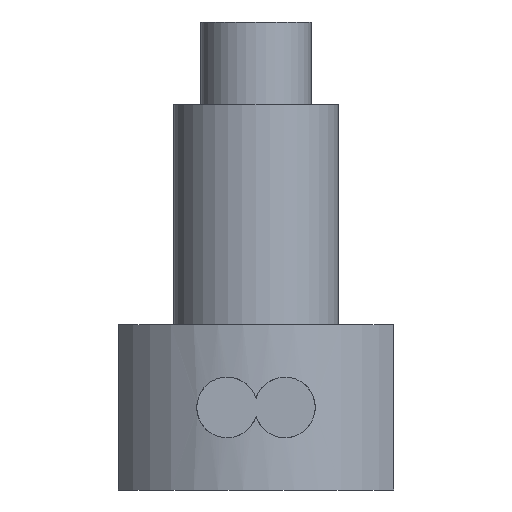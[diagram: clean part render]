
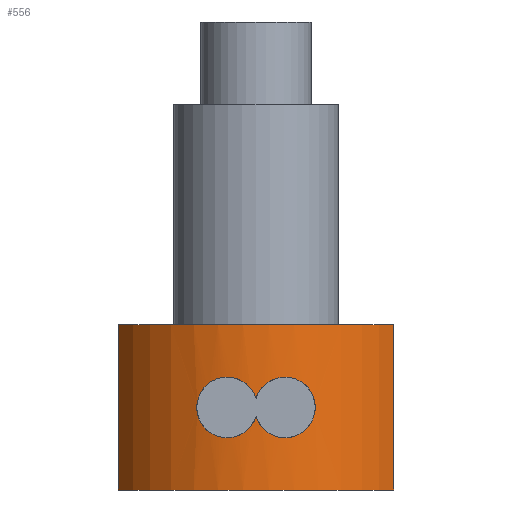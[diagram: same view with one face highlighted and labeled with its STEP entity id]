
A CAD part, front view. The second image highlights one B-rep face of the part: STEP entity #556.
In plain terms, the highlighted cylindrical face has radius 5.75 mm (diameter 11.5 mm), a partial arc.
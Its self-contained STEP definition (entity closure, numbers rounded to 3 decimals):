
#41=DIRECTION('',(0.,0.,1.));
#42=VECTOR('',#41,6.);
#43=CARTESIAN_POINT('',(51.846,17.228,-13.068));
#44=LINE('',#43,#42);
#45=DIRECTION('',(0.,0.,-1.));
#46=VECTOR('',#45,6.);
#47=CARTESIAN_POINT('',(41.846,17.228,-7.068));
#48=LINE('',#47,#46);
#49=CARTESIAN_POINT('',(45.796,14.414,-8.968));
#50=CARTESIAN_POINT('',(45.891,14.397,-8.968));
#51=CARTESIAN_POINT('',(46.074,14.368,-8.992));
#52=CARTESIAN_POINT('',(46.335,14.339,-9.095));
#53=CARTESIAN_POINT('',(46.561,14.324,-9.261));
#54=CARTESIAN_POINT('',(46.74,14.318,-9.48));
#55=CARTESIAN_POINT('',(46.818,14.318,-9.649));
#56=CARTESIAN_POINT('',(46.846,14.318,-9.74));
#58=CARTESIAN_POINT('',(45.796,14.414,-11.168));
#59=CARTESIAN_POINT('',(45.688,14.435,-11.168));
#60=CARTESIAN_POINT('',(45.481,14.479,-11.138));
#61=CARTESIAN_POINT('',(45.184,14.561,-11.001));
#62=CARTESIAN_POINT('',(44.942,14.641,-10.785));
#63=CARTESIAN_POINT('',(44.776,14.703,-10.515));
#64=CARTESIAN_POINT('',(44.693,14.736,-10.22));
#65=CARTESIAN_POINT('',(44.693,14.736,-9.917));
#66=CARTESIAN_POINT('',(44.776,14.703,-9.621));
#67=CARTESIAN_POINT('',(44.942,14.641,-9.351));
#68=CARTESIAN_POINT('',(45.184,14.561,-9.135));
#69=CARTESIAN_POINT('',(45.481,14.479,-8.998));
#70=CARTESIAN_POINT('',(45.688,14.435,-8.968));
#71=CARTESIAN_POINT('',(45.796,14.414,-8.968));
#73=CARTESIAN_POINT('',(46.846,14.318,-10.396));
#74=CARTESIAN_POINT('',(46.818,14.318,-10.487));
#75=CARTESIAN_POINT('',(46.74,14.318,-10.656));
#76=CARTESIAN_POINT('',(46.561,14.324,-10.875));
#77=CARTESIAN_POINT('',(46.335,14.339,-11.041));
#78=CARTESIAN_POINT('',(46.074,14.368,-11.144));
#79=CARTESIAN_POINT('',(45.891,14.397,-11.168));
#80=CARTESIAN_POINT('',(45.796,14.414,-11.168));
#82=CARTESIAN_POINT('',(47.896,14.414,-11.168));
#83=CARTESIAN_POINT('',(47.802,14.397,-11.168));
#84=CARTESIAN_POINT('',(47.619,14.368,-11.144));
#85=CARTESIAN_POINT('',(47.358,14.339,-11.041));
#86=CARTESIAN_POINT('',(47.132,14.324,-10.875));
#87=CARTESIAN_POINT('',(46.953,14.318,-10.656));
#88=CARTESIAN_POINT('',(46.875,14.318,-10.487));
#89=CARTESIAN_POINT('',(46.846,14.318,-10.396));
#91=CARTESIAN_POINT('',(47.896,14.414,-8.968));
#92=CARTESIAN_POINT('',(48.005,14.435,-8.968));
#93=CARTESIAN_POINT('',(48.212,14.479,-8.998));
#94=CARTESIAN_POINT('',(48.509,14.561,-9.135));
#95=CARTESIAN_POINT('',(48.751,14.641,-9.351));
#96=CARTESIAN_POINT('',(48.917,14.703,-9.621));
#97=CARTESIAN_POINT('',(49.,14.736,-9.916));
#98=CARTESIAN_POINT('',(49.,14.736,-10.22));
#99=CARTESIAN_POINT('',(48.917,14.703,-10.515));
#100=CARTESIAN_POINT('',(48.751,14.641,-10.785));
#101=CARTESIAN_POINT('',(48.509,14.561,-11.001));
#102=CARTESIAN_POINT('',(48.212,14.479,-11.138));
#103=CARTESIAN_POINT('',(48.005,14.435,-11.168));
#104=CARTESIAN_POINT('',(47.896,14.414,-11.168));
#106=CARTESIAN_POINT('',(46.846,14.318,-9.74));
#107=CARTESIAN_POINT('',(46.875,14.318,-9.649));
#108=CARTESIAN_POINT('',(46.953,14.318,-9.48));
#109=CARTESIAN_POINT('',(47.132,14.324,-9.261));
#110=CARTESIAN_POINT('',(47.358,14.339,-9.095));
#111=CARTESIAN_POINT('',(47.619,14.368,-8.992));
#112=CARTESIAN_POINT('',(47.802,14.397,-8.968));
#113=CARTESIAN_POINT('',(47.896,14.414,-8.968));
#120=CARTESIAN_POINT('',(46.846,20.068,-7.068));
#121=DIRECTION('',(0.,0.,1.));
#122=DIRECTION('',(-0.87,-0.494,0.));
#123=AXIS2_PLACEMENT_3D('',#120,#121,#122);
#148=CARTESIAN_POINT('',(46.846,20.068,-13.068));
#149=DIRECTION('',(0.,0.,-1.));
#150=DIRECTION('',(0.87,-0.494,0.));
#151=AXIS2_PLACEMENT_3D('',#148,#149,#150);
#393=VERTEX_POINT('',#106);
#394=VERTEX_POINT('',#113);
#396=CARTESIAN_POINT('',(41.846,17.228,-13.068));
#398=VERTEX_POINT('',#396);
#401=CARTESIAN_POINT('',(51.846,17.228,-13.068));
#402=VERTEX_POINT('',#401);
#407=CARTESIAN_POINT('',(46.846,14.318,-10.396));
#408=VERTEX_POINT('',#407);
#413=VERTEX_POINT('',#104);
#454=VERTEX_POINT('',#58);
#455=VERTEX_POINT('',#71);
#462=CARTESIAN_POINT('',(41.846,17.228,-7.068));
#463=CARTESIAN_POINT('',(51.846,17.228,-7.068));
#464=VERTEX_POINT('',#462);
#465=VERTEX_POINT('',#463);
#529=CARTESIAN_POINT('',(46.846,20.068,-7.068));
#530=DIRECTION('',(0.,0.,-1.));
#531=DIRECTION('',(-1.,0.,0.));
#532=AXIS2_PLACEMENT_3D('',#529,#530,#531);
#533=CYLINDRICAL_SURFACE('',#532,5.75);
#535=ORIENTED_EDGE('',*,*,#534,.T.);
#537=ORIENTED_EDGE('',*,*,#536,.F.);
#539=ORIENTED_EDGE('',*,*,#538,.T.);
#541=ORIENTED_EDGE('',*,*,#540,.F.);
#542=EDGE_LOOP('',(#535,#537,#539,#541));
#543=FACE_OUTER_BOUND('',#542,.F.);
#545=ORIENTED_EDGE('',*,*,#544,.F.);
#547=ORIENTED_EDGE('',*,*,#546,.F.);
#549=ORIENTED_EDGE('',*,*,#548,.F.);
#551=ORIENTED_EDGE('',*,*,#550,.F.);
#552=ORIENTED_EDGE('',*,*,#512,.F.);
#553=ORIENTED_EDGE('',*,*,#495,.F.);
#554=EDGE_LOOP('',(#545,#547,#549,#551,#552,#553));
#555=FACE_BOUND('',#554,.F.);
#556=ADVANCED_FACE('',(#543,#555),#533,.T.);
#57=B_SPLINE_CURVE_WITH_KNOTS('',3,(#49,#50,#51,#52,#53,#54,#55,#56),
.UNSPECIFIED.,.F.,.F.,(4,1,1,1,1,4),(0.,0.2,0.4,0.6,0.8,1.),
.UNSPECIFIED.);
#72=B_SPLINE_CURVE_WITH_KNOTS('',3,(#58,#59,#60,#61,#62,#63,#64,#65,#66,#67,#68,
#69,#70,#71),.UNSPECIFIED.,.F.,.F.,(4,1,1,1,1,1,1,1,1,1,1,4),(0.,
0.091,0.182,0.273,0.364,
0.455,0.545,0.636,0.727,
0.818,0.909,1.),.UNSPECIFIED.);
#81=B_SPLINE_CURVE_WITH_KNOTS('',3,(#73,#74,#75,#76,#77,#78,#79,#80),
.UNSPECIFIED.,.F.,.F.,(4,1,1,1,1,4),(0.,0.2,0.4,0.6,0.8,1.),
.UNSPECIFIED.);
#90=B_SPLINE_CURVE_WITH_KNOTS('',3,(#82,#83,#84,#85,#86,#87,#88,#89),
.UNSPECIFIED.,.F.,.F.,(4,1,1,1,1,4),(0.,0.2,0.4,0.6,0.8,1.),
.UNSPECIFIED.);
#105=B_SPLINE_CURVE_WITH_KNOTS('',3,(#91,#92,#93,#94,#95,#96,#97,#98,#99,#100,
#101,#102,#103,#104),.UNSPECIFIED.,.F.,.F.,(4,1,1,1,1,1,1,1,1,1,1,4),(0.,
0.091,0.182,0.273,0.364,
0.455,0.545,0.636,0.727,
0.818,0.909,1.),.UNSPECIFIED.);
#114=B_SPLINE_CURVE_WITH_KNOTS('',3,(#106,#107,#108,#109,#110,#111,#112,#113),
.UNSPECIFIED.,.F.,.F.,(4,1,1,1,1,4),(0.,0.2,0.4,0.6,0.8,1.),
.UNSPECIFIED.);
#124=CIRCLE('',#123,5.75);
#152=CIRCLE('',#151,5.75);
#495=EDGE_CURVE('',#393,#394,#114,.T.);
#512=EDGE_CURVE('',#394,#413,#105,.T.);
#534=EDGE_CURVE('',#464,#465,#124,.T.);
#536=EDGE_CURVE('',#402,#465,#44,.T.);
#538=EDGE_CURVE('',#402,#398,#152,.T.);
#540=EDGE_CURVE('',#464,#398,#48,.T.);
#544=EDGE_CURVE('',#455,#393,#57,.T.);
#546=EDGE_CURVE('',#454,#455,#72,.T.);
#548=EDGE_CURVE('',#408,#454,#81,.T.);
#550=EDGE_CURVE('',#413,#408,#90,.T.);
